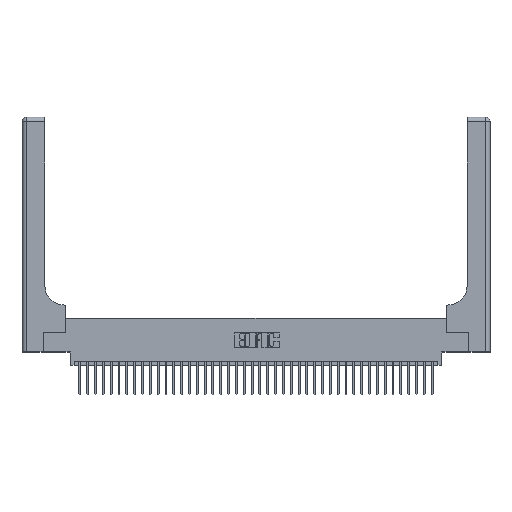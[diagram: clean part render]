
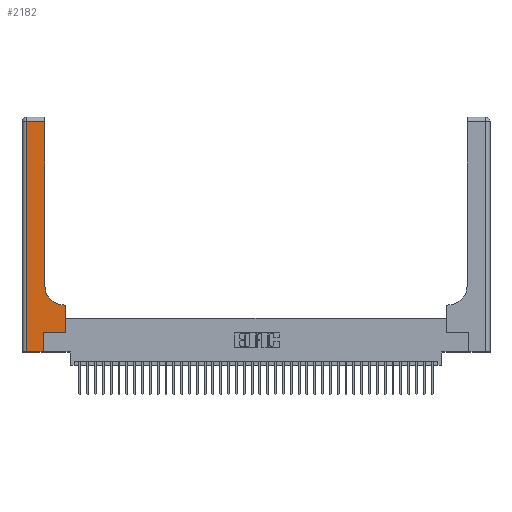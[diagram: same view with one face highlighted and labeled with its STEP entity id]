
A CAD part, top view. The second image highlights one B-rep face of the part: STEP entity #2182.
In plain terms, the highlighted planar face has unit normal (0, 0, 1).
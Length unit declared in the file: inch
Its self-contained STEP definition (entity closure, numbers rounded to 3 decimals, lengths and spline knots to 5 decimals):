
#272 = EDGE_CURVE ( 'NONE', #22882, #39020, #37317, .T. ) ;
#274 = VERTEX_POINT ( 'NONE', #28036 ) ;
#2182 = ADVANCED_FACE ( 'NONE', ( #26293 ), #11546, .F. ) ;
#4132 = ORIENTED_EDGE ( 'NONE', *, *, #22374, .T. ) ;
#4917 = VECTOR ( 'NONE', #14485, 39.37008 ) ;
#5663 = CARTESIAN_POINT ( 'NONE',  ( 0.5585, 0.25, 0.37 ) ) ;
#5801 = DIRECTION ( 'NONE',  ( 0., 1., 0. ) ) ;
#6869 = LINE ( 'NONE', #30767, #39391 ) ;
#6890 = VECTOR ( 'NONE', #19953, 39.37008 ) ;
#8191 = VERTEX_POINT ( 'NONE', #17870 ) ;
#9659 = DIRECTION ( 'NONE',  ( 1., 0., 0. ) ) ;
#10223 = CARTESIAN_POINT ( 'NONE',  ( 0.269, 0., 0.37 ) ) ;
#11179 = CARTESIAN_POINT ( 'NONE',  ( 0.06, 2.94, 0.37 ) ) ;
#11546 = PLANE ( 'NONE',  #11776 ) ;
#11776 = AXIS2_PLACEMENT_3D ( 'NONE', #33700, #36857, #17984 ) ;
#12832 = CARTESIAN_POINT ( 'NONE',  ( 0.269, 0.25, 0.37 ) ) ;
#13062 = EDGE_CURVE ( 'NONE', #8191, #37520, #21570, .T. ) ;
#13302 = ORIENTED_EDGE ( 'NONE', *, *, #272, .T. ) ;
#13584 = VERTEX_POINT ( 'NONE', #17774 ) ;
#13806 = CARTESIAN_POINT ( 'NONE',  ( 0.5585, 0.6, 0.37 ) ) ;
#14155 = VERTEX_POINT ( 'NONE', #36204 ) ;
#14353 = CARTESIAN_POINT ( 'NONE',  ( 0.5415, 0.85, 0.37 ) ) ;
#14485 = DIRECTION ( 'NONE',  ( -1., 0., 0. ) ) ;
#15259 = LINE ( 'NONE', #38783, #6890 ) ;
#15279 = DIRECTION ( 'NONE',  ( 0., -1., 0. ) ) ;
#15615 = ORIENTED_EDGE ( 'NONE', *, *, #39485, .T. ) ;
#15629 = ORIENTED_EDGE ( 'NONE', *, *, #18147, .T. ) ;
#16619 = DIRECTION ( 'NONE',  ( 0., 1., 0. ) ) ;
#17586 = DIRECTION ( 'NONE',  ( 1., 0., 0. ) ) ;
#17774 = CARTESIAN_POINT ( 'NONE',  ( 0.269, 0.25, 0.37 ) ) ;
#17870 = CARTESIAN_POINT ( 'NONE',  ( 0.5415, 0.6, 0.37 ) ) ;
#17984 = DIRECTION ( 'NONE',  ( -1., 0., 0. ) ) ;
#18147 = EDGE_CURVE ( 'NONE', #14155, #13584, #29552, .T. ) ;
#18521 = VECTOR ( 'NONE', #24743, 39.37008 ) ;
#19953 = DIRECTION ( 'NONE',  ( -1., 0., 0. ) ) ;
#21570 = CIRCLE ( 'NONE', #29763, 0.25 ) ;
#21895 = CARTESIAN_POINT ( 'NONE',  ( 0.5585, 0.25, 0.37 ) ) ;
#22035 = VERTEX_POINT ( 'NONE', #13806 ) ;
#22374 = EDGE_CURVE ( 'NONE', #39020, #14155, #34300, .T. ) ;
#22882 = VERTEX_POINT ( 'NONE', #11179 ) ;
#24248 = VECTOR ( 'NONE', #5801, 39.37008 ) ;
#24743 = DIRECTION ( 'NONE',  ( 1., 0., 0. ) ) ;
#24828 = EDGE_CURVE ( 'NONE', #274, #22882, #28190, .T. ) ;
#25194 = EDGE_CURVE ( 'NONE', #22035, #8191, #15259, .T. ) ;
#26058 = ORIENTED_EDGE ( 'NONE', *, *, #30944, .T. ) ;
#26293 = FACE_OUTER_BOUND ( 'NONE', #38013, .T. ) ;
#27969 = VECTOR ( 'NONE', #15279, 39.37008 ) ;
#28036 = CARTESIAN_POINT ( 'NONE',  ( 0.2915, 2.94, 0.37 ) ) ;
#28068 = CARTESIAN_POINT ( 'NONE',  ( 0., 0., 0.37 ) ) ;
#28190 = LINE ( 'NONE', #30308, #4917 ) ;
#29552 = LINE ( 'NONE', #10223, #36912 ) ;
#29763 = AXIS2_PLACEMENT_3D ( 'NONE', #14353, #36476, #17586 ) ;
#30308 = CARTESIAN_POINT ( 'NONE',  ( 0., 2.94, 0.37 ) ) ;
#30767 = CARTESIAN_POINT ( 'NONE',  ( 0.2915, 3., 0.37 ) ) ;
#30774 = ORIENTED_EDGE ( 'NONE', *, *, #24828, .T. ) ;
#30944 = EDGE_CURVE ( 'NONE', #31716, #22035, #39966, .T. ) ;
#31716 = VERTEX_POINT ( 'NONE', #21895 ) ;
#31792 = EDGE_CURVE ( 'NONE', #13584, #31716, #33103, .T. ) ;
#32123 = VECTOR ( 'NONE', #9659, 39.37008 ) ;
#33075 = ORIENTED_EDGE ( 'NONE', *, *, #13062, .T. ) ;
#33103 = LINE ( 'NONE', #12832, #32123 ) ;
#33700 = CARTESIAN_POINT ( 'NONE',  ( 0., 3., 0.37 ) ) ;
#34300 = LINE ( 'NONE', #28068, #18521 ) ;
#35054 = CARTESIAN_POINT ( 'NONE',  ( 0.06, 0., 0.37 ) ) ;
#36204 = CARTESIAN_POINT ( 'NONE',  ( 0.269, 0., 0.37 ) ) ;
#36306 = ORIENTED_EDGE ( 'NONE', *, *, #31792, .T. ) ;
#36476 = DIRECTION ( 'NONE',  ( 0., 0., -1. ) ) ;
#36857 = DIRECTION ( 'NONE',  ( 0., 0., -1. ) ) ;
#36912 = VECTOR ( 'NONE', #16619, 39.37008 ) ;
#37317 = LINE ( 'NONE', #37376, #27969 ) ;
#37376 = CARTESIAN_POINT ( 'NONE',  ( 0.06, 3., 0.37 ) ) ;
#37520 = VERTEX_POINT ( 'NONE', #37757 ) ;
#37757 = CARTESIAN_POINT ( 'NONE',  ( 0.2915, 0.85, 0.37 ) ) ;
#38013 = EDGE_LOOP ( 'NONE', ( #15615, #30774, #13302, #4132, #15629, #36306, #26058, #39894, #33075 ) ) ;
#38783 = CARTESIAN_POINT ( 'NONE',  ( 0.2915, 0.6, 0.37 ) ) ;
#39020 = VERTEX_POINT ( 'NONE', #35054 ) ;
#39391 = VECTOR ( 'NONE', #40346, 39.37008 ) ;
#39485 = EDGE_CURVE ( 'NONE', #37520, #274, #6869, .T. ) ;
#39894 = ORIENTED_EDGE ( 'NONE', *, *, #25194, .T. ) ;
#39966 = LINE ( 'NONE', #5663, #24248 ) ;
#40346 = DIRECTION ( 'NONE',  ( 0., 1., 0. ) ) ;
